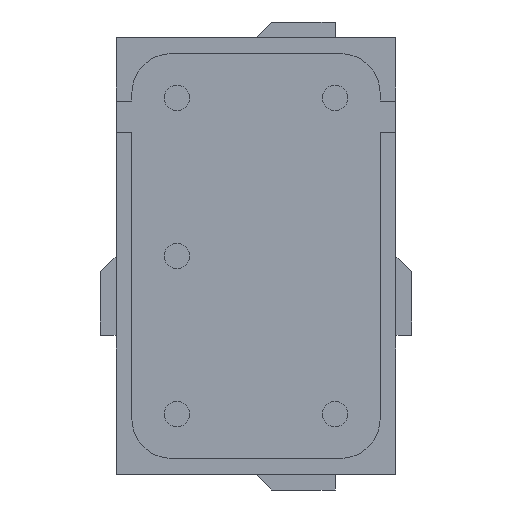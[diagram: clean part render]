
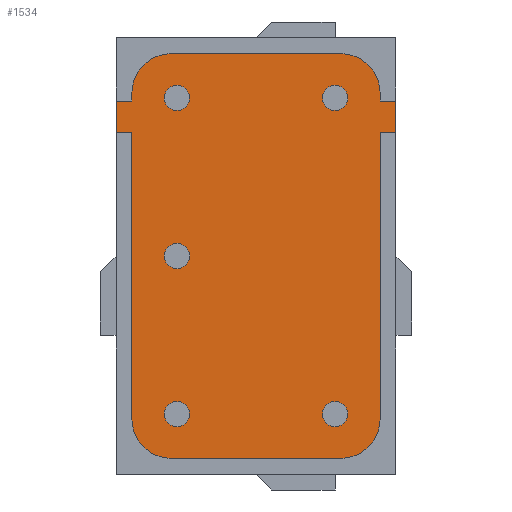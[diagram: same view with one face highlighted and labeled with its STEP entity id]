
A CAD part, front view. The second image highlights one B-rep face of the part: STEP entity #1534.
In plain terms, the highlighted planar face has unit normal (0, -1, 0).
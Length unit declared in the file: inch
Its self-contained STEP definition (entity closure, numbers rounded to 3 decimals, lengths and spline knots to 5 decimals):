
#76=CIRCLE('',#1675,0.025);
#77=CIRCLE('',#1676,0.025);
#78=CIRCLE('',#1677,0.025);
#79=CIRCLE('',#1678,0.025);
#310=ORIENTED_EDGE('',*,*,#632,.T.);
#311=ORIENTED_EDGE('',*,*,#633,.T.);
#312=ORIENTED_EDGE('',*,*,#634,.F.);
#313=ORIENTED_EDGE('',*,*,#635,.T.);
#314=ORIENTED_EDGE('',*,*,#636,.F.);
#315=ORIENTED_EDGE('',*,*,#637,.T.);
#316=ORIENTED_EDGE('',*,*,#638,.T.);
#317=ORIENTED_EDGE('',*,*,#549,.F.);
#318=ORIENTED_EDGE('',*,*,#639,.T.);
#319=ORIENTED_EDGE('',*,*,#640,.T.);
#320=ORIENTED_EDGE('',*,*,#641,.F.);
#321=ORIENTED_EDGE('',*,*,#642,.T.);
#322=ORIENTED_EDGE('',*,*,#643,.F.);
#323=ORIENTED_EDGE('',*,*,#644,.T.);
#324=ORIENTED_EDGE('',*,*,#645,.T.);
#325=ORIENTED_EDGE('',*,*,#541,.F.);
#541=EDGE_CURVE('',#749,#750,#891,.T.);
#549=EDGE_CURVE('',#755,#756,#899,.T.);
#632=EDGE_CURVE('',#749,#808,#972,.T.);
#633=EDGE_CURVE('',#808,#809,#973,.T.);
#634=EDGE_CURVE('',#810,#809,#76,.T.);
#635=EDGE_CURVE('',#810,#811,#974,.T.);
#636=EDGE_CURVE('',#812,#811,#77,.T.);
#637=EDGE_CURVE('',#812,#813,#975,.T.);
#638=EDGE_CURVE('',#813,#756,#976,.T.);
#639=EDGE_CURVE('',#755,#814,#977,.T.);
#640=EDGE_CURVE('',#814,#815,#978,.T.);
#641=EDGE_CURVE('',#816,#815,#78,.T.);
#642=EDGE_CURVE('',#816,#817,#979,.T.);
#643=EDGE_CURVE('',#818,#817,#79,.T.);
#644=EDGE_CURVE('',#818,#819,#980,.T.);
#645=EDGE_CURVE('',#819,#750,#981,.T.);
#749=VERTEX_POINT('',#2245);
#750=VERTEX_POINT('',#2247);
#755=VERTEX_POINT('',#2260);
#756=VERTEX_POINT('',#2262);
#808=VERTEX_POINT('',#2434);
#809=VERTEX_POINT('',#2436);
#810=VERTEX_POINT('',#2438);
#811=VERTEX_POINT('',#2440);
#812=VERTEX_POINT('',#2442);
#813=VERTEX_POINT('',#2444);
#814=VERTEX_POINT('',#2447);
#815=VERTEX_POINT('',#2449);
#816=VERTEX_POINT('',#2451);
#817=VERTEX_POINT('',#2453);
#818=VERTEX_POINT('',#2455);
#819=VERTEX_POINT('',#2457);
#891=LINE('',#2246,#1063);
#899=LINE('',#2261,#1071);
#972=LINE('',#2433,#1144);
#973=LINE('',#2435,#1145);
#974=LINE('',#2439,#1146);
#975=LINE('',#2443,#1147);
#976=LINE('',#2445,#1148);
#977=LINE('',#2446,#1149);
#978=LINE('',#2448,#1150);
#979=LINE('',#2452,#1151);
#980=LINE('',#2456,#1152);
#981=LINE('',#2458,#1153);
#1063=VECTOR('',#1791,39.37008);
#1071=VECTOR('',#1801,39.37008);
#1144=VECTOR('',#1968,39.37008);
#1145=VECTOR('',#1969,39.37008);
#1146=VECTOR('',#1972,39.37008);
#1147=VECTOR('',#1975,39.37008);
#1148=VECTOR('',#1976,39.37008);
#1149=VECTOR('',#1977,39.37008);
#1150=VECTOR('',#1978,39.37008);
#1151=VECTOR('',#1981,39.37008);
#1152=VECTOR('',#1984,39.37008);
#1153=VECTOR('',#1985,39.37008);
#1257=EDGE_LOOP('',(#310,#311,#312,#313,#314,#315,#316,#317,#318,#319,#320,
#321,#322,#323,#324,#325));
#1363=FACE_BOUND('',#1257,.T.);
#1459=PLANE('',#1674);
#1534=ADVANCED_FACE('',(#1363),#1459,.F.);
#1674=AXIS2_PLACEMENT_3D('',#2432,#1966,#1967);
#1675=AXIS2_PLACEMENT_3D('',#2437,#1970,#1971);
#1676=AXIS2_PLACEMENT_3D('',#2441,#1973,#1974);
#1677=AXIS2_PLACEMENT_3D('',#2450,#1979,#1980);
#1678=AXIS2_PLACEMENT_3D('',#2454,#1982,#1983);
#1791=DIRECTION('',(0.,0.,1.));
#1801=DIRECTION('',(0.,0.,-1.));
#1966=DIRECTION('',(0.,1.,0.));
#1967=DIRECTION('',(0.,0.,1.));
#1968=DIRECTION('',(1.,0.,0.));
#1969=DIRECTION('',(0.,0.,-1.));
#1970=DIRECTION('',(0.,1.,0.));
#1971=DIRECTION('',(1.,0.,0.));
#1972=DIRECTION('',(1.,0.,0.));
#1973=DIRECTION('',(0.,1.,0.));
#1974=DIRECTION('',(1.,0.,0.));
#1975=DIRECTION('',(0.,0.,1.));
#1976=DIRECTION('',(1.,0.,0.));
#1977=DIRECTION('',(-1.,0.,0.));
#1978=DIRECTION('',(0.,0.,1.));
#1979=DIRECTION('',(0.,1.,0.));
#1980=DIRECTION('',(1.,0.,0.));
#1981=DIRECTION('',(-1.,0.,0.));
#1982=DIRECTION('',(0.,1.,0.));
#1983=DIRECTION('',(1.,0.,0.));
#1984=DIRECTION('',(0.,0.,-1.));
#1985=DIRECTION('',(-1.,0.,0.));
#2245=CARTESIAN_POINT('',(-0.0885,0.01,0.078));
#2246=CARTESIAN_POINT('',(-0.0885,0.01,-0.138));
#2247=CARTESIAN_POINT('',(-0.0885,0.01,0.098));
#2260=CARTESIAN_POINT('',(0.0885,0.01,0.098));
#2261=CARTESIAN_POINT('',(0.0885,0.01,0.138));
#2262=CARTESIAN_POINT('',(0.0885,0.01,0.078));
#2432=CARTESIAN_POINT('',(0.,0.01,0.));
#2433=CARTESIAN_POINT('',(-0.0885,0.01,0.078));
#2434=CARTESIAN_POINT('',(-0.0785,0.01,0.078));
#2435=CARTESIAN_POINT('',(-0.0785,0.01,0.078));
#2436=CARTESIAN_POINT('',(-0.0785,0.01,-0.103));
#2437=CARTESIAN_POINT('',(-0.0535,0.01,-0.103));
#2438=CARTESIAN_POINT('',(-0.0535,0.01,-0.128));
#2439=CARTESIAN_POINT('',(-0.0535,0.01,-0.128));
#2440=CARTESIAN_POINT('',(0.0535,0.01,-0.128));
#2441=CARTESIAN_POINT('',(0.0535,0.01,-0.103));
#2442=CARTESIAN_POINT('',(0.0785,0.01,-0.103));
#2443=CARTESIAN_POINT('',(0.0785,0.01,-0.103));
#2444=CARTESIAN_POINT('',(0.0785,0.01,0.078));
#2445=CARTESIAN_POINT('',(0.0785,0.01,0.078));
#2446=CARTESIAN_POINT('',(0.0885,0.01,0.098));
#2447=CARTESIAN_POINT('',(0.0785,0.01,0.098));
#2448=CARTESIAN_POINT('',(0.0785,0.01,0.098));
#2449=CARTESIAN_POINT('',(0.0785,0.01,0.103));
#2450=CARTESIAN_POINT('',(0.0535,0.01,0.103));
#2451=CARTESIAN_POINT('',(0.0535,0.01,0.128));
#2452=CARTESIAN_POINT('',(0.0535,0.01,0.128));
#2453=CARTESIAN_POINT('',(-0.0535,0.01,0.128));
#2454=CARTESIAN_POINT('',(-0.0535,0.01,0.103));
#2455=CARTESIAN_POINT('',(-0.0785,0.01,0.103));
#2456=CARTESIAN_POINT('',(-0.0785,0.01,0.103));
#2457=CARTESIAN_POINT('',(-0.0785,0.01,0.098));
#2458=CARTESIAN_POINT('',(-0.0785,0.01,0.098));
